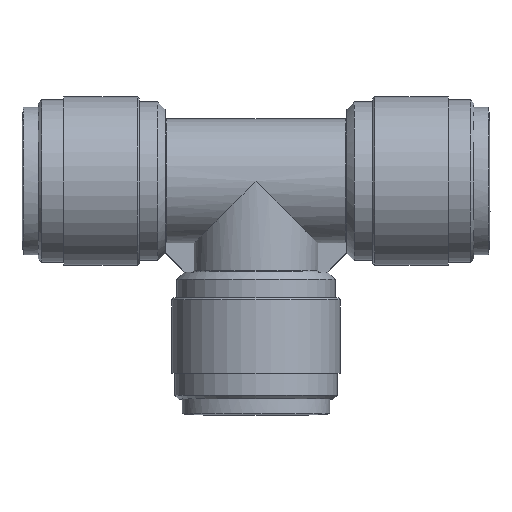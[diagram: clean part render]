
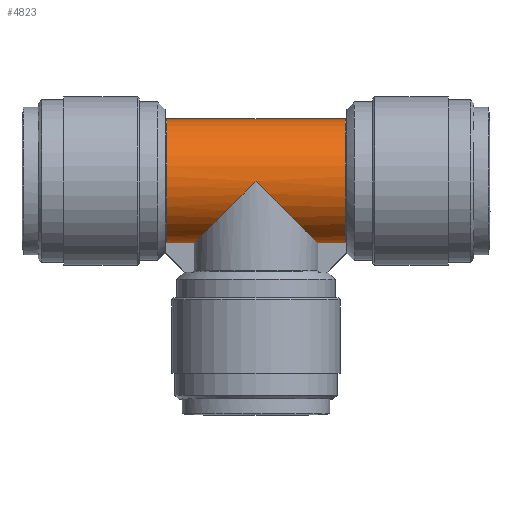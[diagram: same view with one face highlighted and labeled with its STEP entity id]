
A CAD part, top view. The second image highlights one B-rep face of the part: STEP entity #4823.
In plain terms, the highlighted cylindrical face has radius 8.5 mm (diameter 17 mm), a partial arc.
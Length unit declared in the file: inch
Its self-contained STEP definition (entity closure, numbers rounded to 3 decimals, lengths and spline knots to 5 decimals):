
#49 = LINE ( 'NONE', #5126, #1001 ) ;
#134 = EDGE_CURVE ( 'NONE', #3217, #2900, #2945, .T. ) ;
#189 = EDGE_LOOP ( 'NONE', ( #1886, #588, #3979, #695, #4058, #579, #2115 ) ) ;
#325 = CARTESIAN_POINT ( 'NONE',  ( 0.48031, -0.33101, 0.04921 ) ) ;
#579 = ORIENTED_EDGE ( 'NONE', *, *, #134, .T. ) ;
#588 = ORIENTED_EDGE ( 'NONE', *, *, #4460, .T. ) ;
#695 = ORIENTED_EDGE ( 'NONE', *, *, #1888, .T. ) ;
#735 = CARTESIAN_POINT ( 'NONE',  ( -0.48031, 0.33465, 0. ) ) ;
#903 = EDGE_CURVE ( 'NONE', #1750, #4772, #49, .T. ) ;
#987 = CARTESIAN_POINT ( 'NONE',  ( -0.48031, 0., 0. ) ) ;
#1001 = VECTOR ( 'NONE', #3098, 39.37008 ) ;
#1191 =( BOUNDED_CURVE ( )  B_SPLINE_CURVE ( 3, ( #1705, #4606, #1721, #5034 ),
 .UNSPECIFIED., .F., .F. ) 
 B_SPLINE_CURVE_WITH_KNOTS ( ( 4, 4 ),
 ( 3.28919, 4.71239 ),
 .UNSPECIFIED. ) 
 CURVE ( )  GEOMETRIC_REPRESENTATION_ITEM ( )  RATIONAL_B_SPLINE_CURVE ( ( 1., 0.838, 0.838, 1. ) ) 
 REPRESENTATION_ITEM ( '' )  );
#1228 = CARTESIAN_POINT ( 'NONE',  ( 0., 0.33465, 0. ) ) ;
#1252 = AXIS2_PLACEMENT_3D ( 'NONE', #987, #3857, #1398 ) ;
#1273 = VERTEX_POINT ( 'NONE', #5259 ) ;
#1371 = CARTESIAN_POINT ( 'NONE',  ( 0.33101, -0.33101, 0.04921 ) ) ;
#1398 = DIRECTION ( 'NONE',  ( 0., 1., 0. ) ) ;
#1437 = CARTESIAN_POINT ( 'NONE',  ( 0.48031, 0., 0. ) ) ;
#1596 = DIRECTION ( 'NONE',  ( 0., 1., 0. ) ) ;
#1631 = EDGE_CURVE ( 'NONE', #4702, #1273, #3820, .T. ) ;
#1647 = CARTESIAN_POINT ( 'NONE',  ( 0., 0., 0.33465 ) ) ;
#1685 = CARTESIAN_POINT ( 'NONE',  ( -0.48031, -0.33101, 0.04921 ) ) ;
#1705 = CARTESIAN_POINT ( 'NONE',  ( -0.33101, -0.33101, 0.04921 ) ) ;
#1721 = CARTESIAN_POINT ( 'NONE',  ( -0.17381, -0.17381, 0.33465 ) ) ;
#1750 = VERTEX_POINT ( 'NONE', #1685 ) ;
#1857 = DIRECTION ( 'NONE',  ( 0., 1., 0. ) ) ;
#1886 = ORIENTED_EDGE ( 'NONE', *, *, #1631, .F. ) ;
#1888 = EDGE_CURVE ( 'NONE', #4772, #4992, #1191, .T. ) ;
#2015 = CARTESIAN_POINT ( 'NONE',  ( 0., 0., 0. ) ) ;
#2087 = CARTESIAN_POINT ( 'NONE',  ( 0.33101, -0.33101, 0.04921 ) ) ;
#2115 = ORIENTED_EDGE ( 'NONE', *, *, #3947, .T. ) ;
#2159 = CARTESIAN_POINT ( 'NONE',  ( 0., -0.33101, 0.04921 ) ) ;
#2181 = EDGE_CURVE ( 'NONE', #4992, #3217, #5035, .T. ) ;
#2415 = CARTESIAN_POINT ( 'NONE',  ( -0.33101, -0.33101, 0.04921 ) ) ;
#2579 = DIRECTION ( 'NONE',  ( 1., 0., 0. ) ) ;
#2747 = VECTOR ( 'NONE', #4961, 39.37008 ) ;
#2900 = VERTEX_POINT ( 'NONE', #325 ) ;
#2945 = LINE ( 'NONE', #2159, #3771 ) ;
#2983 = CIRCLE ( 'NONE', #1252, 0.33465 ) ;
#3098 = DIRECTION ( 'NONE',  ( 1., 0., 0. ) ) ;
#3217 = VERTEX_POINT ( 'NONE', #2087 ) ;
#3771 = VECTOR ( 'NONE', #2579, 39.37008 ) ;
#3820 = LINE ( 'NONE', #1228, #2747 ) ;
#3828 = CARTESIAN_POINT ( 'NONE',  ( 0.30545, -0.30545, 0.22114 ) ) ;
#3857 = DIRECTION ( 'NONE',  ( 1., 0., 0. ) ) ;
#3947 = EDGE_CURVE ( 'NONE', #2900, #1273, #5008, .T. ) ;
#3979 = ORIENTED_EDGE ( 'NONE', *, *, #903, .T. ) ;
#4058 = ORIENTED_EDGE ( 'NONE', *, *, #2181, .T. ) ;
#4262 = CYLINDRICAL_SURFACE ( 'NONE', #5133, 0.33465 ) ;
#4320 = DIRECTION ( 'NONE',  ( -1., 0., 0. ) ) ;
#4375 = CARTESIAN_POINT ( 'NONE',  ( 0., 0., 0.33465 ) ) ;
#4401 = FACE_OUTER_BOUND ( 'NONE', #189, .T. ) ;
#4460 = EDGE_CURVE ( 'NONE', #4702, #1750, #2983, .T. ) ;
#4606 = CARTESIAN_POINT ( 'NONE',  ( -0.30545, -0.30545, 0.22114 ) ) ;
#4702 = VERTEX_POINT ( 'NONE', #735 ) ;
#4772 = VERTEX_POINT ( 'NONE', #2415 ) ;
#4776 = AXIS2_PLACEMENT_3D ( 'NONE', #1437, #4320, #1857 ) ;
#4800 = CARTESIAN_POINT ( 'NONE',  ( 0.17381, -0.17381, 0.33465 ) ) ;
#4823 = ADVANCED_FACE ( 'NONE', ( #4401 ), #4262, .T. ) ;
#4890 = DIRECTION ( 'NONE',  ( 1., 0., 0. ) ) ;
#4961 = DIRECTION ( 'NONE',  ( 1., 0., 0. ) ) ;
#4992 = VERTEX_POINT ( 'NONE', #1647 ) ;
#5008 = CIRCLE ( 'NONE', #4776, 0.33465 ) ;
#5034 = CARTESIAN_POINT ( 'NONE',  ( 0., 0., 0.33465 ) ) ;
#5035 =( BOUNDED_CURVE ( )  B_SPLINE_CURVE ( 3, ( #4375, #4800, #3828, #1371 ),
 .UNSPECIFIED., .F., .F. ) 
 B_SPLINE_CURVE_WITH_KNOTS ( ( 4, 4 ),
 ( 1.5708, 2.994 ),
 .UNSPECIFIED. ) 
 CURVE ( )  GEOMETRIC_REPRESENTATION_ITEM ( )  RATIONAL_B_SPLINE_CURVE ( ( 1., 0.838, 0.838, 1. ) ) 
 REPRESENTATION_ITEM ( '' )  );
#5126 = CARTESIAN_POINT ( 'NONE',  ( 0., -0.33101, 0.04921 ) ) ;
#5133 = AXIS2_PLACEMENT_3D ( 'NONE', #2015, #4890, #1596 ) ;
#5259 = CARTESIAN_POINT ( 'NONE',  ( 0.48031, 0.33465, 0. ) ) ;
